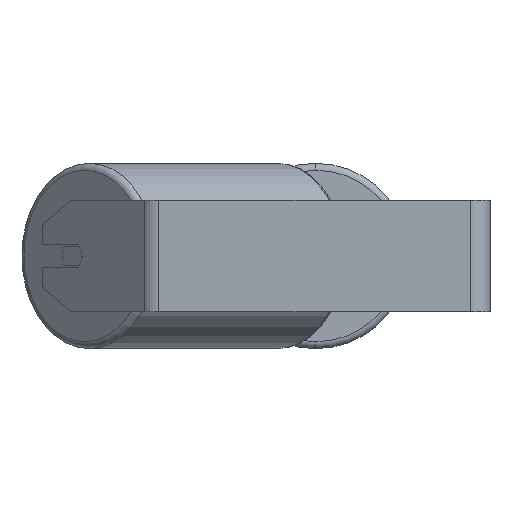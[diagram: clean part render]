
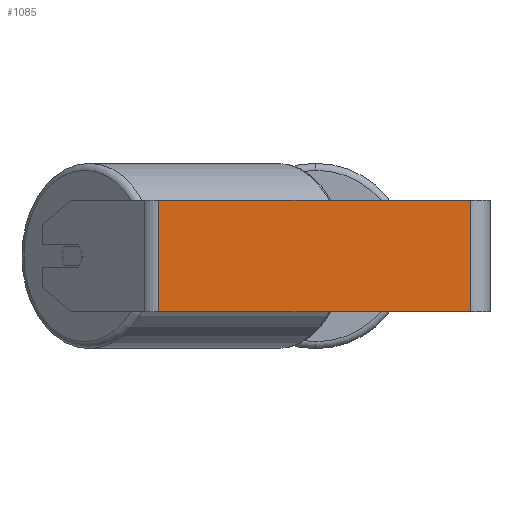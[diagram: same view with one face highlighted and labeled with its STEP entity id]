
A CAD part, left-side view. The second image highlights one B-rep face of the part: STEP entity #1085.
In plain terms, the highlighted planar face has unit normal (-1, 0, 0).
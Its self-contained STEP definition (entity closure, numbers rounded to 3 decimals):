
#28 = ORIENTED_EDGE ( 'NONE', *, *, #839, .F. ) ;
#61 = EDGE_CURVE ( 'NONE', #357, #7320, #3158, .T. ) ;
#95 = VECTOR ( 'NONE', #1206, 1000. ) ;
#150 = DIRECTION ( 'NONE',  ( 0., 0., -1. ) ) ;
#357 = VERTEX_POINT ( 'NONE', #7968 ) ;
#450 = DIRECTION ( 'NONE',  ( 0., 0., -1. ) ) ;
#485 = LINE ( 'NONE', #2325, #2965 ) ;
#705 = EDGE_LOOP ( 'NONE', ( #3685, #28, #3021, #7340 ) ) ;
#839 = EDGE_CURVE ( 'NONE', #7581, #7320, #1769, .T. ) ;
#1085 = ADVANCED_FACE ( 'NONE', ( #5937 ), #2786, .F. ) ;
#1206 = DIRECTION ( 'NONE',  ( 0., -1., 0. ) ) ;
#1769 = LINE ( 'NONE', #7487, #5748 ) ;
#1952 = AXIS2_PLACEMENT_3D ( 'NONE', #2065, #5260, #150 ) ;
#2065 = CARTESIAN_POINT ( 'NONE',  ( -360., 243.512, 40. ) ) ;
#2167 = LINE ( 'NONE', #7520, #6744 ) ;
#2325 = CARTESIAN_POINT ( 'NONE',  ( -360., 243.512, 40. ) ) ;
#2786 = PLANE ( 'NONE',  #1952 ) ;
#2939 = CARTESIAN_POINT ( 'NONE',  ( -360., 14., 40. ) ) ;
#2965 = VECTOR ( 'NONE', #3687, 1000. ) ;
#3021 = ORIENTED_EDGE ( 'NONE', *, *, #6869, .F. ) ;
#3158 = LINE ( 'NONE', #3716, #95 ) ;
#3685 = ORIENTED_EDGE ( 'NONE', *, *, #61, .T. ) ;
#3687 = DIRECTION ( 'NONE',  ( 0., -1., 0. ) ) ;
#3716 = CARTESIAN_POINT ( 'NONE',  ( -360., 243.512, -40. ) ) ;
#4255 = DIRECTION ( 'NONE',  ( 0., 0., -1. ) ) ;
#4830 = EDGE_CURVE ( 'NONE', #6011, #357, #2167, .T. ) ;
#5260 = DIRECTION ( 'NONE',  ( 1., 0., 0. ) ) ;
#5748 = VECTOR ( 'NONE', #450, 1000. ) ;
#5835 = CARTESIAN_POINT ( 'NONE',  ( -360., 14., -40. ) ) ;
#5937 = FACE_OUTER_BOUND ( 'NONE', #705, .T. ) ;
#6011 = VERTEX_POINT ( 'NONE', #7468 ) ;
#6744 = VECTOR ( 'NONE', #4255, 1000. ) ;
#6869 = EDGE_CURVE ( 'NONE', #6011, #7581, #485, .T. ) ;
#7320 = VERTEX_POINT ( 'NONE', #5835 ) ;
#7340 = ORIENTED_EDGE ( 'NONE', *, *, #4830, .T. ) ;
#7468 = CARTESIAN_POINT ( 'NONE',  ( -360., 237.713, 40. ) ) ;
#7487 = CARTESIAN_POINT ( 'NONE',  ( -360., 14., 40. ) ) ;
#7520 = CARTESIAN_POINT ( 'NONE',  ( -360., 237.713, 40. ) ) ;
#7581 = VERTEX_POINT ( 'NONE', #2939 ) ;
#7968 = CARTESIAN_POINT ( 'NONE',  ( -360., 237.713, -40. ) ) ;
